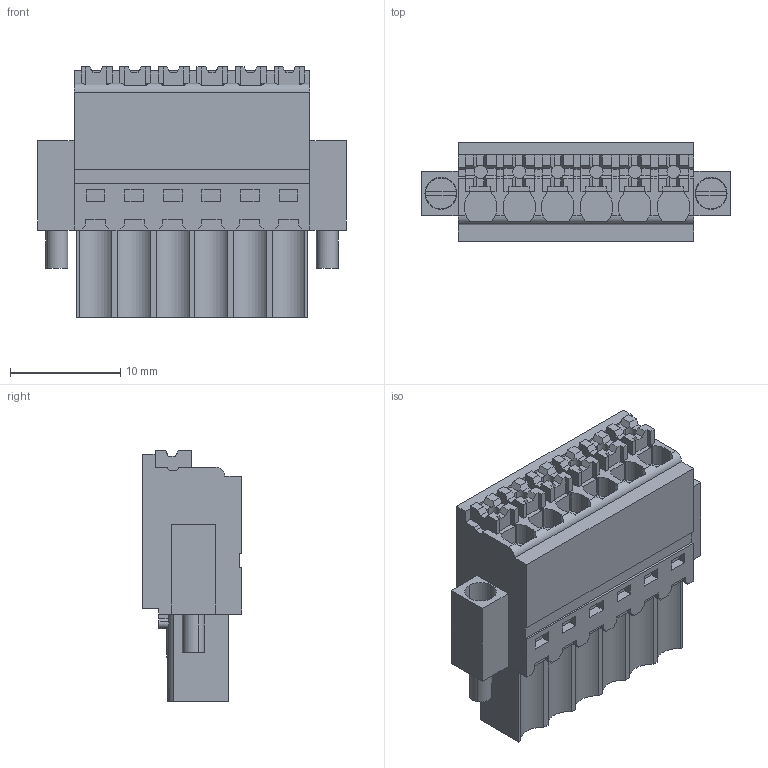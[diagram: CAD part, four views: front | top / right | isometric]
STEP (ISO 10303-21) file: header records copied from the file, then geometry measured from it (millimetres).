
FILE_DESCRIPTION(('CATIA V5R24 STEP','CAx-IF Rec.Pracs.--- Model Styling and Organization---1.2---2011-12-15'),'2;1');
FILE_NAME ('D1462543_0', '2018-01-11T12:22:22+00:00', ('Weidmueller Interface'), ('Weidmueller'), 'CATIA Version 5-6 Release 2014 SP4 HF52', 'CATIA V5 STEP AP214', 'none');
FILE_SCHEMA(('AUTOMOTIVE_DESIGN { 1 0 10303 214 1 1 1 1 }'));
Length unit declared in the file: millimetre
Products named in the file (1): 2459430000
Bounding box: 28 x 9 x 22.7 mm (x, y, z)
Volume: 3274 mm3; surface area: 3098.1 mm2
Topology: 9 solids, 9 shells, 634 faces, 1874 edges, 1276 vertices
Faces by surface type: plane 553, cylinder 81
Entity records: 20769 total; most frequent: CARTESIAN_POINT 4089, ORIENTED_EDGE 3748, DIRECTION 2630, EDGE_CURVE 1874, VECTOR 1572, LINE 1572, VERTEX_POINT 1276, EDGE_LOOP 668
